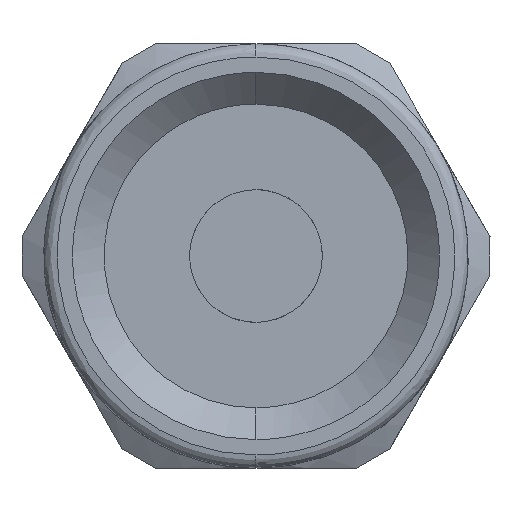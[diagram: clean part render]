
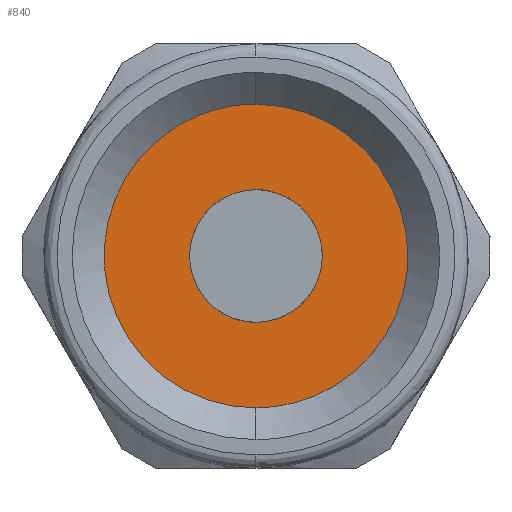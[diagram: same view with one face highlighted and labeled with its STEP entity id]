
A CAD part, front view. The second image highlights one B-rep face of the part: STEP entity #840.
In plain terms, the highlighted free-form (B-spline) face has degree [1, 1] with [2, 2] control points.
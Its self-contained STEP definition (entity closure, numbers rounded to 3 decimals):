
#49 = CARTESIAN_POINT ( 'NONE',  ( 0., 11., -5.722 ) ) ;
#241 = CARTESIAN_POINT ( 'NONE',  ( 1.464, 11., 2.5 ) ) ;
#346 = CARTESIAN_POINT ( 'NONE',  ( 0., 11., 5.722 ) ) ;
#464 = EDGE_LOOP ( 'NONE', ( #1235, #1168 ) ) ;
#508 = CARTESIAN_POINT ( 'NONE',  ( 0., 11., -2.5 ) ) ;
#527 = CARTESIAN_POINT ( 'NONE',  ( -5.791, 11., -5.791 ) ) ;
#677 = EDGE_CURVE ( 'NONE', #2581, #730, #3048, .T. ) ;
#730 = VERTEX_POINT ( 'NONE', #3143 ) ;
#840 = ADVANCED_FACE ( 'NONE', ( #3017, #2684 ), #1052, .F. ) ;
#1052 = B_SPLINE_SURFACE_WITH_KNOTS ( 'NONE', 1, 1, ( 
 ( #527, #1569 ),
 ( #1617, #3207 ) ),
 .UNSPECIFIED., .F., .F., .F.,
 ( 2, 2 ),
 ( 2, 2 ),
 ( 0., 1. ),
 ( 0., 1. ),
 .UNSPECIFIED. ) ;
#1086 = CARTESIAN_POINT ( 'NONE',  ( 2.5, 11., 1.464 ) ) ;
#1114 = CARTESIAN_POINT ( 'NONE',  ( 5.723, 11., 0. ) ) ;
#1168 = ORIENTED_EDGE ( 'NONE', *, *, #2888, .F. ) ;
#1233 = CARTESIAN_POINT ( 'NONE',  ( 0., 11., 2.5 ) ) ;
#1235 = ORIENTED_EDGE ( 'NONE', *, *, #1344, .F. ) ;
#1344 = EDGE_CURVE ( 'NONE', #1587, #1725, #3318, .T. ) ;
#1481 = CARTESIAN_POINT ( 'NONE',  ( 0., 11., -5.722 ) ) ;
#1508 = CARTESIAN_POINT ( 'NONE',  ( -11.445, 11., -5.722 ) ) ;
#1569 = CARTESIAN_POINT ( 'NONE',  ( 5.791, 11., -5.791 ) ) ;
#1587 = VERTEX_POINT ( 'NONE', #2889 ) ;
#1617 = CARTESIAN_POINT ( 'NONE',  ( -5.791, 11., 5.791 ) ) ;
#1653 = CARTESIAN_POINT ( 'NONE',  ( 3.352, 11., 5.723 ) ) ;
#1716 = ORIENTED_EDGE ( 'NONE', *, *, #3083, .F. ) ;
#1725 = VERTEX_POINT ( 'NONE', #2513 ) ;
#1804 = ORIENTED_EDGE ( 'NONE', *, *, #677, .F. ) ;
#2049 = CARTESIAN_POINT ( 'NONE',  ( 1.464, 11., -2.5 ) ) ;
#2076 =( BOUNDED_CURVE ( )  B_SPLINE_CURVE ( 3, ( #2306, #2049, #2318, #3131, #1086, #241, #2140 ),
 .UNSPECIFIED., .F., .F. ) 
 B_SPLINE_CURVE_WITH_KNOTS ( ( 4, 3, 4 ),
 ( -3.142, -1.571, 0. ),
 .UNSPECIFIED. ) 
 CURVE ( )  GEOMETRIC_REPRESENTATION_ITEM ( )  RATIONAL_B_SPLINE_CURVE ( ( 1., 0.805, 0.805, 1., 0.805, 0.805, 1. ) ) 
 REPRESENTATION_ITEM ( '' )  );
#2140 = CARTESIAN_POINT ( 'NONE',  ( 0., 11., 2.5 ) ) ;
#2189 = CARTESIAN_POINT ( 'NONE',  ( 5.723, 11., -3.352 ) ) ;
#2201 = CARTESIAN_POINT ( 'NONE',  ( 3.352, 11., -5.723 ) ) ;
#2281 = CARTESIAN_POINT ( 'NONE',  ( 0., 11., 5.722 ) ) ;
#2306 = CARTESIAN_POINT ( 'NONE',  ( 0., 11., -2.5 ) ) ;
#2318 = CARTESIAN_POINT ( 'NONE',  ( 2.5, 11., -1.464 ) ) ;
#2356 = CARTESIAN_POINT ( 'NONE',  ( -5., 11., -2.5 ) ) ;
#2513 = CARTESIAN_POINT ( 'NONE',  ( 0., 11., 5.722 ) ) ;
#2581 = VERTEX_POINT ( 'NONE', #2930 ) ;
#2607 = CARTESIAN_POINT ( 'NONE',  ( -5., 11., 2.5 ) ) ;
#2628 = EDGE_LOOP ( 'NONE', ( #1804, #1716 ) ) ;
#2684 = FACE_OUTER_BOUND ( 'NONE', #464, .T. ) ;
#2748 = CARTESIAN_POINT ( 'NONE',  ( 5.722, 11., 3.352 ) ) ;
#2888 = EDGE_CURVE ( 'NONE', #1725, #1587, #3025, .T. ) ;
#2889 = CARTESIAN_POINT ( 'NONE',  ( 0., 11., -5.722 ) ) ;
#2930 = CARTESIAN_POINT ( 'NONE',  ( 0., 11., 2.5 ) ) ;
#3017 = FACE_BOUND ( 'NONE', #2628, .T. ) ;
#3025 =( BOUNDED_CURVE ( )  B_SPLINE_CURVE ( 3, ( #346, #1653, #2748, #1114, #2189, #2201, #49 ),
 .UNSPECIFIED., .F., .T. ) 
 B_SPLINE_CURVE_WITH_KNOTS ( ( 4, 3, 4 ),
 ( -3.142, -1.571, 0. ),
 .UNSPECIFIED. ) 
 CURVE ( )  GEOMETRIC_REPRESENTATION_ITEM ( )  RATIONAL_B_SPLINE_CURVE ( ( 1., 0.805, 0.805, 1., 0.805, 0.805, 1. ) ) 
 REPRESENTATION_ITEM ( '' )  );
#3048 =( BOUNDED_CURVE ( )  B_SPLINE_CURVE ( 3, ( #1233, #2607, #2356, #508 ),
 .UNSPECIFIED., .F., .T. ) 
 B_SPLINE_CURVE_WITH_KNOTS ( ( 4, 4 ),
 ( -3.142, 0. ),
 .UNSPECIFIED. ) 
 CURVE ( )  GEOMETRIC_REPRESENTATION_ITEM ( )  RATIONAL_B_SPLINE_CURVE ( ( 1., 0.333, 0.333, 1. ) ) 
 REPRESENTATION_ITEM ( '' )  );
#3083 = EDGE_CURVE ( 'NONE', #730, #2581, #2076, .T. ) ;
#3131 = CARTESIAN_POINT ( 'NONE',  ( 2.5, 11., 0. ) ) ;
#3143 = CARTESIAN_POINT ( 'NONE',  ( 0., 11., -2.5 ) ) ;
#3207 = CARTESIAN_POINT ( 'NONE',  ( 5.791, 11., 5.791 ) ) ;
#3318 =( BOUNDED_CURVE ( )  B_SPLINE_CURVE ( 3, ( #1481, #1508, #3336, #2281 ),
 .UNSPECIFIED., .F., .F. ) 
 B_SPLINE_CURVE_WITH_KNOTS ( ( 4, 4 ),
 ( -3.142, 0. ),
 .UNSPECIFIED. ) 
 CURVE ( )  GEOMETRIC_REPRESENTATION_ITEM ( )  RATIONAL_B_SPLINE_CURVE ( ( 1., 0.333, 0.333, 1. ) ) 
 REPRESENTATION_ITEM ( '' )  );
#3336 = CARTESIAN_POINT ( 'NONE',  ( -11.445, 11., 5.722 ) ) ;
